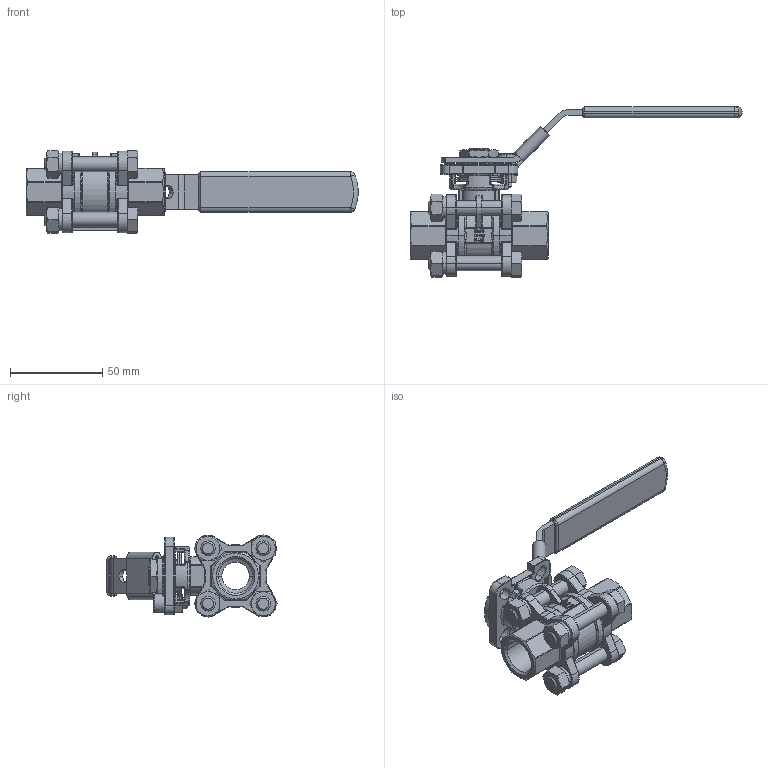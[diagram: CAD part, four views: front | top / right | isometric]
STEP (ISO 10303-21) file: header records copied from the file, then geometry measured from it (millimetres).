
FILE_DESCRIPTION (( 'STEP AP214' ), '1' );
FILE_NAME ('K3-012-0IG-4 Kugelhahn 1801.STEP', '2018-01-03T09:05:46', ( '' ), ( '' ), 'SwSTEP 2.0', 'SolidWorks 2016', '' );
FILE_SCHEMA (( 'AUTOMOTIVE_DESIGN' ));
Length unit declared in the file: millimetre
Products named in the file (1): K3-012-0IG-4 Kugelhahn 1801
Bounding box: 180.42 x 92.53 x 45.06 mm (x, y, z)
Volume: 90059.1 mm3; surface area: 40649.6 mm2
Topology: 1 solids, 1 shells, 1792 faces, 4385 edges, 2587 vertices
Faces by surface type: plane 529, cylinder 416, bspline 375, torus 283, cone 147, sphere 42
Entity records: 71394 total; most frequent: CARTESIAN_POINT 27988, ORIENTED_EDGE 8638, DIRECTION 7740, EDGE_CURVE 4319, AXIS2_PLACEMENT_3D 3018, VERTEX_POINT 2587, EDGE_LOOP 1884, FACE_OUTER_BOUND 1792
